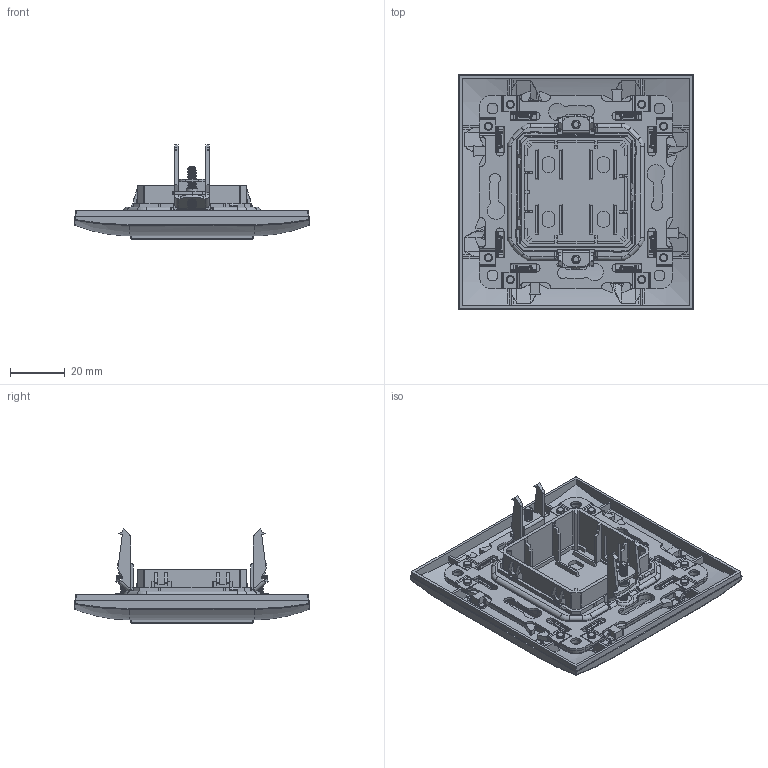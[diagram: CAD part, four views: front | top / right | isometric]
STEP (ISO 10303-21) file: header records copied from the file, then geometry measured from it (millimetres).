
FILE_DESCRIPTION (( 'STEP AP214' ), '1' );
FILE_NAME ('SK-PL10 SKANDY Çàãëóøêà ñ ñóïïîðòîì SK-C01 IEK.STEP', '2024-06-06T09:57:38', ( '' ), ( '' ), 'SwSTEP 2.0', 'SolidWorks 2022', '' );
FILE_SCHEMA (( 'AUTOMOTIVE_DESIGN' ));
Length unit declared in the file: millimetre
Products named in the file (1): SK-PL10 SKANDY Заглушка с суппортом SK-C01 IEK
Bounding box: 86 x 86 x 34.36 mm (x, y, z)
Volume: 30708.7 mm3; surface area: 50011.6 mm2
Topology: 11 solids, 11 shells, 3379 faces, 9572 edges, 6205 vertices
Faces by surface type: plane 1846, cylinder 1201, bspline 154, cone 80, torus 78, sphere 20
Entity records: 141922 total; most frequent: CARTESIAN_POINT 54793, ORIENTED_EDGE 19124, DIRECTION 16916, EDGE_CURVE 9562, VECTOR 6320, LINE 6320, VERTEX_POINT 6203, AXIS2_PLACEMENT_3D 5298
